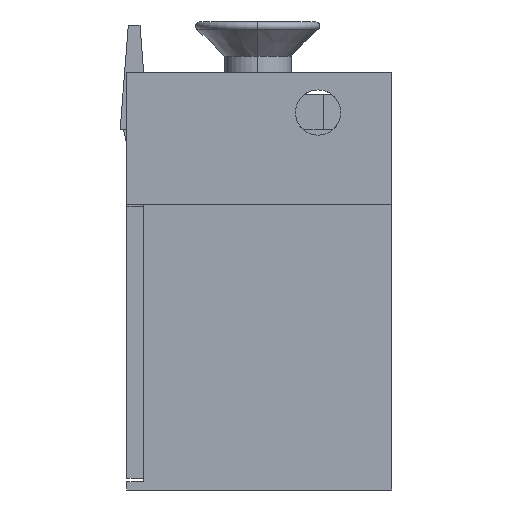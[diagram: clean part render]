
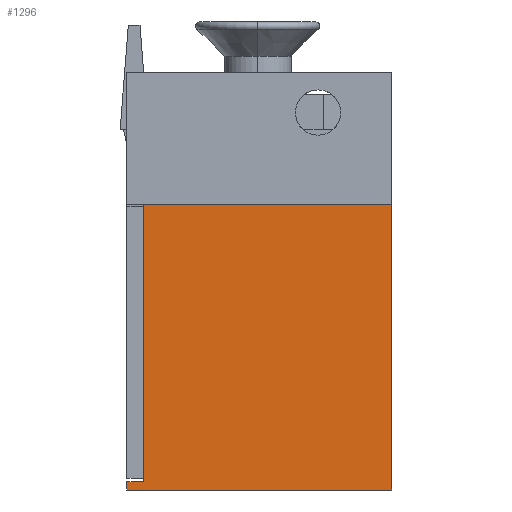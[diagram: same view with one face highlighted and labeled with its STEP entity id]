
A CAD part, front view. The second image highlights one B-rep face of the part: STEP entity #1296.
In plain terms, the highlighted planar face has unit normal (0, -1, 0).
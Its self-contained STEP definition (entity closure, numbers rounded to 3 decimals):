
#374 = VECTOR ( 'NONE', #1331, 1000. ) ;
#583 = CARTESIAN_POINT ( 'NONE',  ( -6.9, -27.1, 4.55 ) ) ;
#816 = DIRECTION ( 'NONE',  ( 0., 0., -1. ) ) ;
#1109 = LINE ( 'NONE', #5905, #15129 ) ;
#1296 = ADVANCED_FACE ( 'NONE', ( #12952 ), #10587, .F. ) ;
#1331 = DIRECTION ( 'NONE',  ( -0.973, 0., 0.232 ) ) ;
#1568 = DIRECTION ( 'NONE',  ( 0., 0., -1. ) ) ;
#1688 = LINE ( 'NONE', #583, #14460 ) ;
#1701 = CARTESIAN_POINT ( 'NONE',  ( 1.547, -27.1, 4.55 ) ) ;
#1740 = CARTESIAN_POINT ( 'NONE',  ( -6.9, -27.1, -11.95 ) ) ;
#1983 = LINE ( 'NONE', #11782, #2805 ) ;
#2031 = CARTESIAN_POINT ( 'NONE',  ( 4.6, -27.1, 4.55 ) ) ;
#2533 = LINE ( 'NONE', #8744, #6639 ) ;
#2648 = CARTESIAN_POINT ( 'NONE',  ( 7.9, -27.1, 4.55 ) ) ;
#2805 = VECTOR ( 'NONE', #6789, 1000. ) ;
#2950 = ORIENTED_EDGE ( 'NONE', *, *, #13735, .T. ) ;
#3243 = VERTEX_POINT ( 'NONE', #1740 ) ;
#3455 = EDGE_CURVE ( 'NONE', #12776, #8123, #3548, .T. ) ;
#3475 = EDGE_CURVE ( 'NONE', #3243, #7537, #4891, .T. ) ;
#3516 = VERTEX_POINT ( 'NONE', #14326 ) ;
#3548 = LINE ( 'NONE', #3861, #11203 ) ;
#3607 = CARTESIAN_POINT ( 'NONE',  ( 4.6, -27.1, 4.55 ) ) ;
#3861 = CARTESIAN_POINT ( 'NONE',  ( 7.9, -27.1, 4.55 ) ) ;
#3876 = CARTESIAN_POINT ( 'NONE',  ( -2.1, -27.1, 6.15 ) ) ;
#3879 = ORIENTED_EDGE ( 'NONE', *, *, #8081, .F. ) ;
#4027 = EDGE_CURVE ( 'NONE', #4823, #3243, #1688, .T. ) ;
#4084 = ORIENTED_EDGE ( 'NONE', *, *, #5256, .T. ) ;
#4221 = ORIENTED_EDGE ( 'NONE', *, *, #3475, .T. ) ;
#4267 = VERTEX_POINT ( 'NONE', #13256 ) ;
#4457 = ORIENTED_EDGE ( 'NONE', *, *, #14439, .F. ) ;
#4682 = ORIENTED_EDGE ( 'NONE', *, *, #5099, .F. ) ;
#4823 = VERTEX_POINT ( 'NONE', #7252 ) ;
#4891 = LINE ( 'NONE', #12063, #8913 ) ;
#5066 = VECTOR ( 'NONE', #13259, 1000. ) ;
#5099 = EDGE_CURVE ( 'NONE', #12776, #4267, #10472, .T. ) ;
#5256 = EDGE_CURVE ( 'NONE', #6887, #15077, #5894, .T. ) ;
#5430 = LINE ( 'NONE', #13774, #12107 ) ;
#5894 = LINE ( 'NONE', #3607, #374 ) ;
#5905 = CARTESIAN_POINT ( 'NONE',  ( -7.9, -27.1, 4.55 ) ) ;
#5940 = EDGE_CURVE ( 'NONE', #9260, #4267, #2533, .T. ) ;
#6078 = DIRECTION ( 'NONE',  ( -0.973, 0., 0.232 ) ) ;
#6161 = CARTESIAN_POINT ( 'NONE',  ( 7.9, -27.1, -12.45 ) ) ;
#6190 = DIRECTION ( 'NONE',  ( 0., 0., 1. ) ) ;
#6303 = CARTESIAN_POINT ( 'NONE',  ( -1.747, -27.1, 4.55 ) ) ;
#6639 = VECTOR ( 'NONE', #6078, 1000. ) ;
#6743 = CARTESIAN_POINT ( 'NONE',  ( -7.9, -27.1, -12.45 ) ) ;
#6789 = DIRECTION ( 'NONE',  ( 0., 0., 1. ) ) ;
#6887 = VERTEX_POINT ( 'NONE', #7824 ) ;
#7085 = CARTESIAN_POINT ( 'NONE',  ( -2.1, -27.1, 7.65 ) ) ;
#7138 = ORIENTED_EDGE ( 'NONE', *, *, #14600, .F. ) ;
#7152 = LINE ( 'NONE', #10701, #14164 ) ;
#7252 = CARTESIAN_POINT ( 'NONE',  ( -6.9, -27.1, 7.65 ) ) ;
#7537 = VERTEX_POINT ( 'NONE', #12012 ) ;
#7824 = CARTESIAN_POINT ( 'NONE',  ( -1.747, -27.1, 6.066 ) ) ;
#8079 = VERTEX_POINT ( 'NONE', #6161 ) ;
#8081 = EDGE_CURVE ( 'NONE', #6887, #8123, #8507, .T. ) ;
#8099 = ORIENTED_EDGE ( 'NONE', *, *, #5940, .T. ) ;
#8123 = VERTEX_POINT ( 'NONE', #6303 ) ;
#8188 = CARTESIAN_POINT ( 'NONE',  ( 1.547, -27.1, 12.45 ) ) ;
#8244 = ORIENTED_EDGE ( 'NONE', *, *, #14532, .T. ) ;
#8458 = CARTESIAN_POINT ( 'NONE',  ( -2.1, -27.1, 7.65 ) ) ;
#8507 = LINE ( 'NONE', #12450, #13468 ) ;
#8744 = CARTESIAN_POINT ( 'NONE',  ( 4.6, -27.1, 4.55 ) ) ;
#8821 = DIRECTION ( 'NONE',  ( -1., 0., 0. ) ) ;
#8913 = VECTOR ( 'NONE', #14647, 1000. ) ;
#9072 = LINE ( 'NONE', #10120, #12367 ) ;
#9260 = VERTEX_POINT ( 'NONE', #2031 ) ;
#9683 = VERTEX_POINT ( 'NONE', #6743 ) ;
#10120 = CARTESIAN_POINT ( 'NONE',  ( 7.9, -27.1, 4.55 ) ) ;
#10300 = DIRECTION ( 'NONE',  ( 0., 0., 1. ) ) ;
#10472 = LINE ( 'NONE', #8188, #14197 ) ;
#10538 = EDGE_CURVE ( 'NONE', #12105, #4823, #14354, .T. ) ;
#10587 = PLANE ( 'NONE',  #14575 ) ;
#10701 = CARTESIAN_POINT ( 'NONE',  ( 7.9, -27.1, 4.55 ) ) ;
#11085 = ORIENTED_EDGE ( 'NONE', *, *, #3455, .T. ) ;
#11203 = VECTOR ( 'NONE', #13387, 1000. ) ;
#11740 = DIRECTION ( 'NONE',  ( -1., 0., 0. ) ) ;
#11782 = CARTESIAN_POINT ( 'NONE',  ( -2.1, -27.1, 6.15 ) ) ;
#12012 = CARTESIAN_POINT ( 'NONE',  ( -7.9, -27.1, -11.95 ) ) ;
#12063 = CARTESIAN_POINT ( 'NONE',  ( 7.9, -27.1, -11.95 ) ) ;
#12105 = VERTEX_POINT ( 'NONE', #7085 ) ;
#12107 = VECTOR ( 'NONE', #8821, 1000. ) ;
#12112 = EDGE_CURVE ( 'NONE', #7537, #9683, #1109, .T. ) ;
#12301 = DIRECTION ( 'NONE',  ( 0., 0., -1. ) ) ;
#12367 = VECTOR ( 'NONE', #13870, 1000. ) ;
#12450 = CARTESIAN_POINT ( 'NONE',  ( -1.747, -27.1, 12.45 ) ) ;
#12776 = VERTEX_POINT ( 'NONE', #1701 ) ;
#12952 = FACE_OUTER_BOUND ( 'NONE', #13290, .T. ) ;
#13256 = CARTESIAN_POINT ( 'NONE',  ( 1.547, -27.1, 5.279 ) ) ;
#13259 = DIRECTION ( 'NONE',  ( -1., 0., 0. ) ) ;
#13290 = EDGE_LOOP ( 'NONE', ( #15063, #4221, #15248, #7138, #4457, #2950, #8099, #4682, #11085, #3879, #4084, #8244, #15161 ) ) ;
#13387 = DIRECTION ( 'NONE',  ( -1., 0., 0. ) ) ;
#13468 = VECTOR ( 'NONE', #12301, 1000. ) ;
#13735 = EDGE_CURVE ( 'NONE', #3516, #9260, #7152, .T. ) ;
#13774 = CARTESIAN_POINT ( 'NONE',  ( 7.9, -27.1, -12.45 ) ) ;
#13870 = DIRECTION ( 'NONE',  ( 0., 0., -1. ) ) ;
#14164 = VECTOR ( 'NONE', #11740, 1000. ) ;
#14197 = VECTOR ( 'NONE', #10300, 1000. ) ;
#14326 = CARTESIAN_POINT ( 'NONE',  ( 7.9, -27.1, 4.55 ) ) ;
#14354 = LINE ( 'NONE', #8458, #5066 ) ;
#14439 = EDGE_CURVE ( 'NONE', #3516, #8079, #9072, .T. ) ;
#14460 = VECTOR ( 'NONE', #816, 1000. ) ;
#14516 = DIRECTION ( 'NONE',  ( 0., 1., 0. ) ) ;
#14532 = EDGE_CURVE ( 'NONE', #15077, #12105, #1983, .T. ) ;
#14575 = AXIS2_PLACEMENT_3D ( 'NONE', #2648, #14516, #6190 ) ;
#14600 = EDGE_CURVE ( 'NONE', #8079, #9683, #5430, .T. ) ;
#14647 = DIRECTION ( 'NONE',  ( -1., 0., 0. ) ) ;
#15063 = ORIENTED_EDGE ( 'NONE', *, *, #4027, .T. ) ;
#15077 = VERTEX_POINT ( 'NONE', #3876 ) ;
#15129 = VECTOR ( 'NONE', #1568, 1000. ) ;
#15161 = ORIENTED_EDGE ( 'NONE', *, *, #10538, .T. ) ;
#15248 = ORIENTED_EDGE ( 'NONE', *, *, #12112, .T. ) ;
